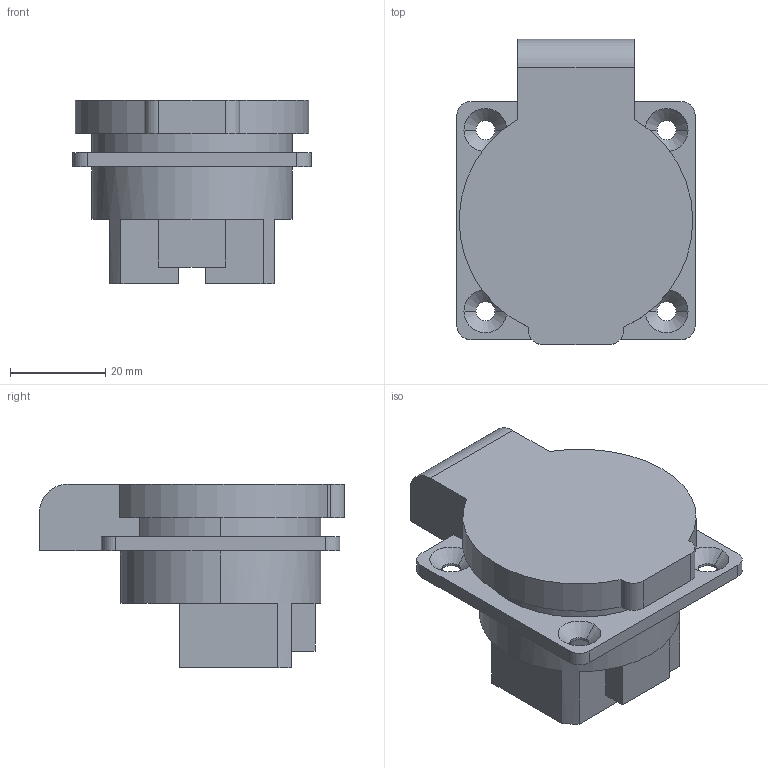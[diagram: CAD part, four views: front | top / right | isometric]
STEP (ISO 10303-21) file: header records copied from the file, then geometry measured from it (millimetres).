
FILE_DESCRIPTION (( 'STEP AP203' ), '1' );
FILE_NAME ('Einbaudose Typ 13 230V_10A IP54.STEP', '2022-06-13T12:13:30', ( '' ), ( '' ), 'SwSTEP 2.0', 'SolidWorks 2020', '' );
FILE_SCHEMA (( 'CONFIG_CONTROL_DESIGN' ));
Length unit declared in the file: millimetre
Products named in the file (1): Einbaudose Typ 13 230V_10A IP54
Bounding box: 50 x 64 x 38.5 mm (x, y, z)
Volume: 57252.9 mm3; surface area: 12439.2 mm2
Topology: 1 solids, 1 shells, 65 faces, 174 edges, 112 vertices
Faces by surface type: plane 34, cylinder 23, cone 8
Entity records: 2125 total; most frequent: DIRECTION 366, CARTESIAN_POINT 352, ORIENTED_EDGE 348, EDGE_CURVE 174, AXIS2_PLACEMENT_3D 126, VECTOR 114, LINE 114, VERTEX_POINT 112
